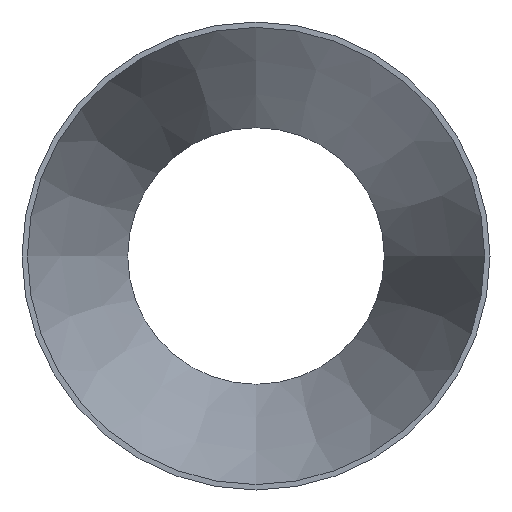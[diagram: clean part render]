
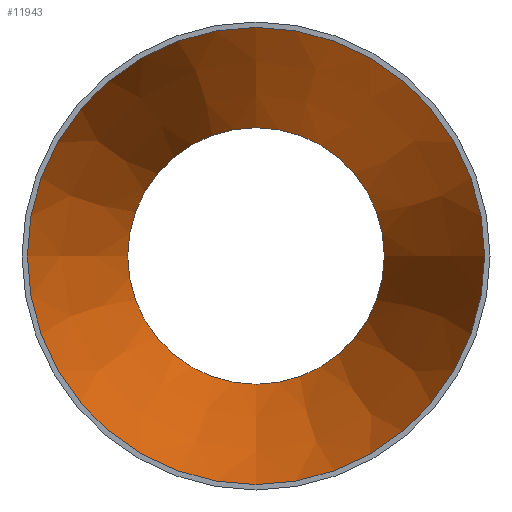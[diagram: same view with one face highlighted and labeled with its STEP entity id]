
A CAD part, front view. The second image highlights one B-rep face of the part: STEP entity #11943.
In plain terms, the highlighted conical face has half-angle 18.193 degrees and reference radius 133.342 mm.
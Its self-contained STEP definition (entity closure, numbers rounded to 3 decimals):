
#230 = EDGE_LOOP ( 'NONE', ( #17483 ) ) ;
#362 = ORIENTED_EDGE ( 'NONE', *, *, #5675, .T. ) ;
#1851 = EDGE_LOOP ( 'NONE', ( #362 ) ) ;
#2701 = AXIS2_PLACEMENT_3D ( 'NONE', #11056, #13420, #28275 ) ;
#5675 = EDGE_CURVE ( 'NONE', #37330, #37330, #31994, .T. ) ;
#11056 = CARTESIAN_POINT ( 'NONE',  ( 0., 0., 0. ) ) ;
#11249 = VERTEX_POINT ( 'NONE', #29207 ) ;
#11380 = DIRECTION ( 'NONE',  ( 0., -1., 0. ) ) ;
#11943 = ADVANCED_FACE ( 'NONE', ( #28087, #37516 ), #15049, .F. ) ;
#13420 = DIRECTION ( 'NONE',  ( 0., -1., 0. ) ) ;
#15049 = CONICAL_SURFACE ( 'NONE', #2701, 133.342, 0.318 ) ;
#17483 = ORIENTED_EDGE ( 'NONE', *, *, #21254, .F. ) ;
#21254 = EDGE_CURVE ( 'NONE', #11249, #11249, #35776, .T. ) ;
#24837 = DIRECTION ( 'NONE',  ( 0., 0., -1. ) ) ;
#27763 = AXIS2_PLACEMENT_3D ( 'NONE', #29842, #36606, #24837 ) ;
#28087 = FACE_BOUND ( 'NONE', #230, .T. ) ;
#28275 = DIRECTION ( 'NONE',  ( 0., 0., -1. ) ) ;
#28953 = CARTESIAN_POINT ( 'NONE',  ( 0., 0., 0. ) ) ;
#29207 = CARTESIAN_POINT ( 'NONE',  ( 0., 178., -74.842 ) ) ;
#29842 = CARTESIAN_POINT ( 'NONE',  ( 0., 178., 0. ) ) ;
#31994 = CIRCLE ( 'NONE', #37520, 133.342 ) ;
#34805 = CARTESIAN_POINT ( 'NONE',  ( 0., 0., -133.342 ) ) ;
#34929 = DIRECTION ( 'NONE',  ( 0., 0., -1. ) ) ;
#35776 = CIRCLE ( 'NONE', #27763, 74.842 ) ;
#36606 = DIRECTION ( 'NONE',  ( 0., -1., 0. ) ) ;
#37330 = VERTEX_POINT ( 'NONE', #34805 ) ;
#37516 = FACE_OUTER_BOUND ( 'NONE', #1851, .T. ) ;
#37520 = AXIS2_PLACEMENT_3D ( 'NONE', #28953, #11380, #34929 ) ;
